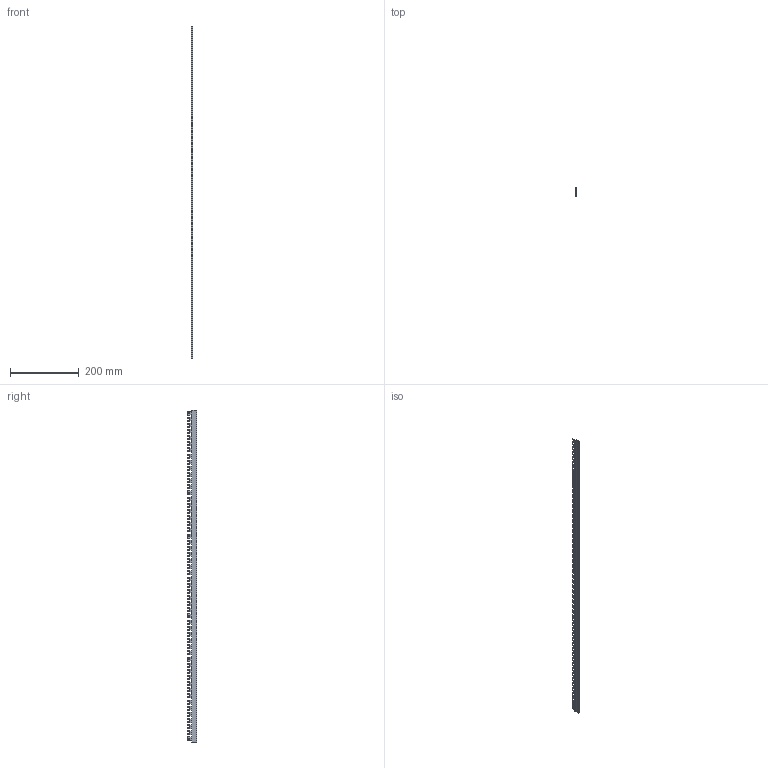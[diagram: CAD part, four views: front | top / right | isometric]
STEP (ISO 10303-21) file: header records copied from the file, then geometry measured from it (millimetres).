
FILE_DESCRIPTION((''),'2;1');
FILE_NAME('IZ16_1F_ASM','2021-04-01T',('marketing.praksa'),('Audax d.o.o.'),'CREO PARAMETRIC BY PTC INC, 2017480','CREO PARAMETRIC BY PTC INC, 2017480','');
FILE_SCHEMA(('AUTOMOTIVE_DESIGN { 1 0 10303 214 1 1 1 1 }'));
Products named in the file (4): PRT0171; PRT9589; COPPER-54MOD; IZ16_1F_ASM
Assembly tree (3 placements, depth 2):
  IZ16_1F_ASM
    PRT0171
    PRT9589
    COPPER-54MOD
Bounding box: 5.7 x 26.8 x 966.3 mm (x, y, z)
Volume: 68937.8 mm3; surface area: 104235.6 mm2
Topology: 5 solids, 5 shells, 987 faces, 2922 edges, 1948 vertices
Faces by surface type: plane 510, cylinder 424, bspline 53
Entity records: 51498 total; most frequent: CARTESIAN_POINT 9810, ORIENTED_EDGE 5844, DIRECTION 4776, PRESENTATION_STYLE_ASSIGNMENT 3914, STYLED_ITEM 3914, CURVE_STYLE 2922, EDGE_CURVE 2922, VERTEX_POINT 1948
